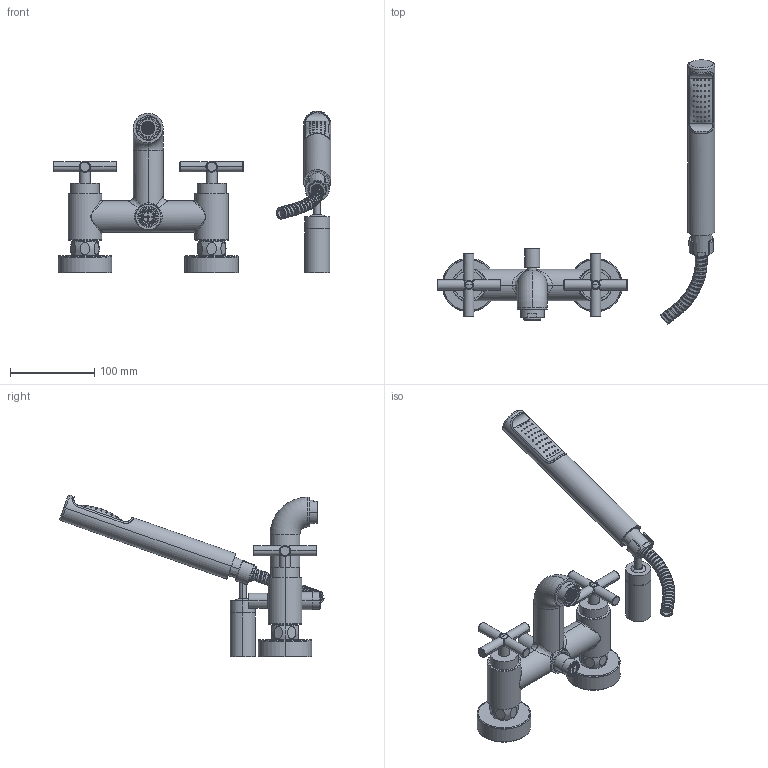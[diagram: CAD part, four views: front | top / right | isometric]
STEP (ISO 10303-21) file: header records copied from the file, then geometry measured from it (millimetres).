
FILE_DESCRIPTION((''),'2;1');
FILE_NAME('QTV023CR','2021-09-30T10:48:02',('ut3'),('PAFFONI SpA'),'CREO PARAMETRIC BY PTC INC, 2020044','CREO PARAMETRIC BY PTC INC, 2020044','');
FILE_SCHEMA(('CONFIG_CONTROL_DESIGN','SHAPE_APPEARANCE_LAYERS_GROUPS'));
Length unit declared in the file: millimetre
Products named in the file (1): QTV023CR
Bounding box: 328.5 x 312.56 x 191.39 mm (x, y, z)
Volume: 407855.6 mm3; surface area: 218990.2 mm2
Topology: 7 solids, 7 shells, 2828 faces, 8103 edges, 5236 vertices
Faces by surface type: plane 1978, cylinder 461, cone 142, bspline 139, torus 88, sphere 20
Entity records: 151423 total; most frequent: CARTESIAN_POINT 55725, ORIENTED_EDGE 16168, DIRECTION 14721, EDGE_CURVE 8084, VERTEX_POINT 5233, AXIS2_PLACEMENT_3D 4963, VECTOR 4795, LINE 4795
